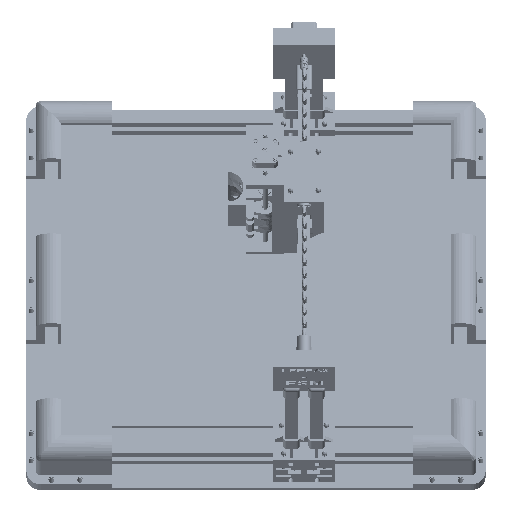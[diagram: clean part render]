
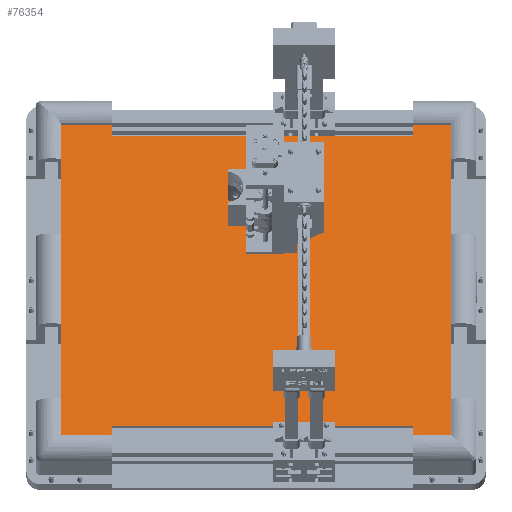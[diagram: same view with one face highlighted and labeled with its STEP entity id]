
A CAD part, left-side view. The second image highlights one B-rep face of the part: STEP entity #76354.
In plain terms, the highlighted face is planar.
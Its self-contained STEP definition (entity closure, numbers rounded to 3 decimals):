
#12018=FACE_OUTER_BOUND('',#16611,.T.);
#16611=EDGE_LOOP('',(#60470,#60471,#60472,#60473,#60474,#60475,#60476,#60477,
#60478,#60479,#60480,#60481,#60482,#60483,#60484,#60485,#60486,#60487));
#22584=LINE('',#120530,#28469);
#22587=LINE('',#120536,#28472);
#22593=LINE('',#120548,#28478);
#22594=LINE('',#120551,#28479);
#22599=LINE('',#120560,#28484);
#22602=LINE('',#120568,#28487);
#22605=LINE('',#120574,#28490);
#22608=LINE('',#120578,#28493);
#22610=LINE('',#120583,#28495);
#22613=LINE('',#120589,#28498);
#22616=LINE('',#120595,#28501);
#22619=LINE('',#120601,#28504);
#22622=LINE('',#120605,#28507);
#22624=LINE('',#120610,#28509);
#22627=LINE('',#120616,#28512);
#22630=LINE('',#120622,#28515);
#22633=LINE('',#120628,#28518);
#22636=LINE('',#120632,#28521);
#28469=VECTOR('',#90817,10.);
#28472=VECTOR('',#90822,10.);
#28478=VECTOR('',#90830,10.);
#28479=VECTOR('',#90833,10.);
#28484=VECTOR('',#90840,10.);
#28487=VECTOR('',#90845,10.);
#28490=VECTOR('',#90850,10.);
#28493=VECTOR('',#90855,10.);
#28495=VECTOR('',#90859,10.);
#28498=VECTOR('',#90864,10.);
#28501=VECTOR('',#90869,10.);
#28504=VECTOR('',#90874,10.);
#28507=VECTOR('',#90879,10.);
#28509=VECTOR('',#90883,10.);
#28512=VECTOR('',#90888,10.);
#28515=VECTOR('',#90893,10.);
#28518=VECTOR('',#90898,10.);
#28521=VECTOR('',#90903,10.);
#34331=VERTEX_POINT('',#120526);
#34333=VERTEX_POINT('',#120529);
#34335=VERTEX_POINT('',#120535);
#34338=VERTEX_POINT('',#120542);
#34340=VERTEX_POINT('',#120546);
#34341=VERTEX_POINT('',#120550);
#34344=VERTEX_POINT('',#120558);
#34347=VERTEX_POINT('',#120565);
#34348=VERTEX_POINT('',#120567);
#34350=VERTEX_POINT('',#120573);
#34352=VERTEX_POINT('',#120582);
#34354=VERTEX_POINT('',#120588);
#34356=VERTEX_POINT('',#120594);
#34358=VERTEX_POINT('',#120600);
#34360=VERTEX_POINT('',#120609);
#34362=VERTEX_POINT('',#120615);
#34364=VERTEX_POINT('',#120621);
#34366=VERTEX_POINT('',#120627);
#43695=EDGE_CURVE('',#34331,#34333,#22584,.T.);
#43698=EDGE_CURVE('',#34335,#34333,#22587,.T.);
#43704=EDGE_CURVE('',#34340,#34338,#22593,.T.);
#43705=EDGE_CURVE('',#34341,#34338,#22594,.T.);
#43710=EDGE_CURVE('',#34331,#34344,#22599,.T.);
#43713=EDGE_CURVE('',#34348,#34347,#22602,.T.);
#43716=EDGE_CURVE('',#34350,#34348,#22605,.T.);
#43719=EDGE_CURVE('',#34340,#34350,#22608,.T.);
#43721=EDGE_CURVE('',#34352,#34341,#22610,.T.);
#43724=EDGE_CURVE('',#34354,#34352,#22613,.T.);
#43727=EDGE_CURVE('',#34356,#34354,#22616,.T.);
#43730=EDGE_CURVE('',#34358,#34356,#22619,.T.);
#43733=EDGE_CURVE('',#34358,#34344,#22622,.T.);
#43735=EDGE_CURVE('',#34360,#34335,#22624,.T.);
#43738=EDGE_CURVE('',#34362,#34360,#22627,.T.);
#43741=EDGE_CURVE('',#34364,#34362,#22630,.T.);
#43744=EDGE_CURVE('',#34366,#34364,#22633,.T.);
#43747=EDGE_CURVE('',#34347,#34366,#22636,.T.);
#60470=ORIENTED_EDGE('',*,*,#43747,.T.);
#60471=ORIENTED_EDGE('',*,*,#43744,.T.);
#60472=ORIENTED_EDGE('',*,*,#43741,.T.);
#60473=ORIENTED_EDGE('',*,*,#43738,.T.);
#60474=ORIENTED_EDGE('',*,*,#43735,.T.);
#60475=ORIENTED_EDGE('',*,*,#43698,.T.);
#60476=ORIENTED_EDGE('',*,*,#43695,.F.);
#60477=ORIENTED_EDGE('',*,*,#43710,.T.);
#60478=ORIENTED_EDGE('',*,*,#43733,.F.);
#60479=ORIENTED_EDGE('',*,*,#43730,.T.);
#60480=ORIENTED_EDGE('',*,*,#43727,.T.);
#60481=ORIENTED_EDGE('',*,*,#43724,.T.);
#60482=ORIENTED_EDGE('',*,*,#43721,.T.);
#60483=ORIENTED_EDGE('',*,*,#43705,.T.);
#60484=ORIENTED_EDGE('',*,*,#43704,.F.);
#60485=ORIENTED_EDGE('',*,*,#43719,.T.);
#60486=ORIENTED_EDGE('',*,*,#43716,.T.);
#60487=ORIENTED_EDGE('',*,*,#43713,.T.);
#73745=PLANE('',#81042);
#76354=ADVANCED_FACE('',(#12018),#73745,.T.);
#81042=AXIS2_PLACEMENT_3D('',#120633,#90904,#90905);
#90817=DIRECTION('',(0.,-1.,0.));
#90822=DIRECTION('',(-0.275,0.,-0.961));
#90830=DIRECTION('',(0.,1.,0.));
#90833=DIRECTION('',(0.275,0.,0.961));
#90840=DIRECTION('',(0.275,0.,0.961));
#90845=DIRECTION('',(0.275,0.,0.961));
#90850=DIRECTION('',(0.,-1.,0.));
#90855=DIRECTION('',(-0.275,0.,-0.961));
#90859=DIRECTION('',(0.,-1.,0.));
#90864=DIRECTION('',(-0.275,0.,-0.961));
#90869=DIRECTION('',(-0.275,0.,-0.961));
#90874=DIRECTION('',(-0.275,0.,-0.961));
#90879=DIRECTION('',(0.,-1.,0.));
#90883=DIRECTION('',(0.,1.,0.));
#90888=DIRECTION('',(0.275,0.,0.961));
#90893=DIRECTION('',(0.275,0.,0.961));
#90898=DIRECTION('',(0.275,0.,0.961));
#90903=DIRECTION('',(0.275,0.,0.961));
#90904=DIRECTION('center_axis',(-0.961,0.,
0.275));
#90905=DIRECTION('ref_axis',(0.275,0.,0.961));
#120526=CARTESIAN_POINT('',(32.975,340.037,242.284));
#120529=CARTESIAN_POINT('',(32.975,-139.456,242.284));
#120530=CARTESIAN_POINT('',(32.975,360.544,242.284));
#120535=CARTESIAN_POINT('',(37.931,-139.456,259.589));
#120536=CARTESIAN_POINT('',(35.178,-139.456,249.975));
#120542=CARTESIAN_POINT('',(-100.27,340.037,-223.013));
#120546=CARTESIAN_POINT('',(-100.27,-139.456,-223.013));
#120548=CARTESIAN_POINT('',(-100.27,-139.456,-223.013));
#120550=CARTESIAN_POINT('',(-105.226,340.037,-240.318));
#120551=CARTESIAN_POINT('',(-103.161,340.037,-233.107));
#120558=CARTESIAN_POINT('',(37.931,340.037,259.589));
#120560=CARTESIAN_POINT('',(36.554,340.037,254.782));
#120565=CARTESIAN_POINT('',(-88.708,-199.456,-182.636));
#120567=CARTESIAN_POINT('',(-105.226,-199.456,-240.318));
#120568=CARTESIAN_POINT('',(-88.708,-199.456,-182.636));
#120573=CARTESIAN_POINT('',(-105.226,-139.456,-240.318));
#120574=CARTESIAN_POINT('',(-105.226,-199.456,-240.318));
#120578=CARTESIAN_POINT('',(-102.473,-139.456,-230.704));
#120582=CARTESIAN_POINT('',(-105.226,420.544,-240.318));
#120583=CARTESIAN_POINT('',(-105.226,360.544,-240.318));
#120588=CARTESIAN_POINT('',(-88.708,420.544,-182.636));
#120589=CARTESIAN_POINT('',(-105.226,420.544,-240.318));
#120594=CARTESIAN_POINT('',(-54.295,420.544,-62.466));
#120595=CARTESIAN_POINT('',(-88.708,420.544,-182.636));
#120600=CARTESIAN_POINT('',(37.931,420.544,259.589));
#120601=CARTESIAN_POINT('',(21.413,420.544,201.907));
#120605=CARTESIAN_POINT('',(37.931,360.544,259.589));
#120609=CARTESIAN_POINT('',(37.931,-199.456,259.589));
#120610=CARTESIAN_POINT('',(37.931,-139.456,259.589));
#120615=CARTESIAN_POINT('',(21.413,-199.456,201.907));
#120616=CARTESIAN_POINT('',(37.931,-199.456,259.589));
#120621=CARTESIAN_POINT('',(-13.,-199.456,81.737));
#120622=CARTESIAN_POINT('',(-13.,-199.456,81.737));
#120627=CARTESIAN_POINT('',(-54.295,-199.456,-62.466));
#120628=CARTESIAN_POINT('',(-13.,-199.456,81.737));
#120632=CARTESIAN_POINT('',(-88.708,-199.456,-182.636));
#120633=CARTESIAN_POINT('Origin',(-33.648,110.544,9.636));
